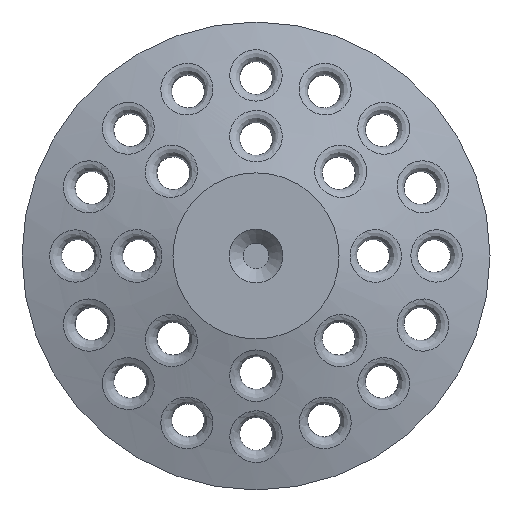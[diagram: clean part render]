
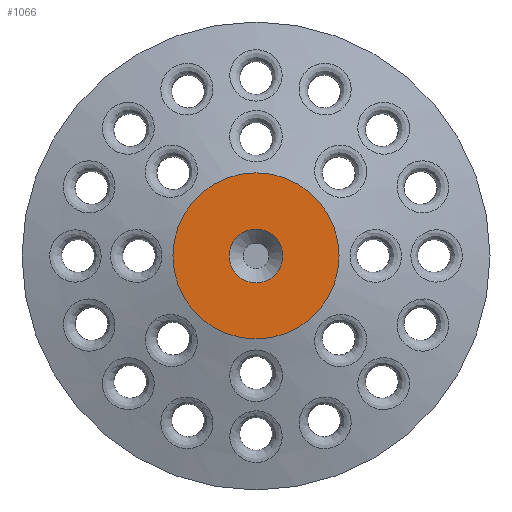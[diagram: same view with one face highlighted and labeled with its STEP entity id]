
A CAD part, top view. The second image highlights one B-rep face of the part: STEP entity #1066.
In plain terms, the highlighted planar face has unit normal (0, 0, 1).
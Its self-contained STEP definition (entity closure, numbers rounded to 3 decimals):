
#20=PLANE('',#1165);
#93=FACE_BOUND('',#259,.T.);
#158=FACE_OUTER_BOUND('',#258,.T.);
#258=EDGE_LOOP('',(#955));
#259=EDGE_LOOP('',(#956));
#371=CIRCLE('',#1102,17.75);
#419=CIRCLE('',#1160,5.75);
#433=VERTEX_POINT('',#1562);
#525=VERTEX_POINT('',#4935);
#541=EDGE_CURVE('',#433,#433,#371,.T.);
#682=EDGE_CURVE('',#525,#525,#419,.T.);
#955=ORIENTED_EDGE('',*,*,#541,.F.);
#956=ORIENTED_EDGE('',*,*,#682,.F.);
#1066=ADVANCED_FACE('',(#158,#93),#20,.T.);
#1102=AXIS2_PLACEMENT_3D('',#1564,#1197,#1198);
#1160=AXIS2_PLACEMENT_3D('',#4936,#1321,#1322);
#1165=AXIS2_PLACEMENT_3D('',#4946,#1333,#1334);
#1197=DIRECTION('center_axis',(0.,0.,-1.));
#1198=DIRECTION('ref_axis',(1.,0.,0.));
#1321=DIRECTION('center_axis',(0.,0.,1.));
#1322=DIRECTION('ref_axis',(0.,-1.,0.));
#1333=DIRECTION('center_axis',(0.,0.,1.));
#1334=DIRECTION('ref_axis',(1.,0.,0.));
#1562=CARTESIAN_POINT('',(0.,-17.75,10.));
#1564=CARTESIAN_POINT('Origin',(0.,0.,10.));
#4935=CARTESIAN_POINT('',(0.,5.75,10.));
#4936=CARTESIAN_POINT('Origin',(0.,0.,10.));
#4946=CARTESIAN_POINT('Origin',(0.,17.75,10.));
